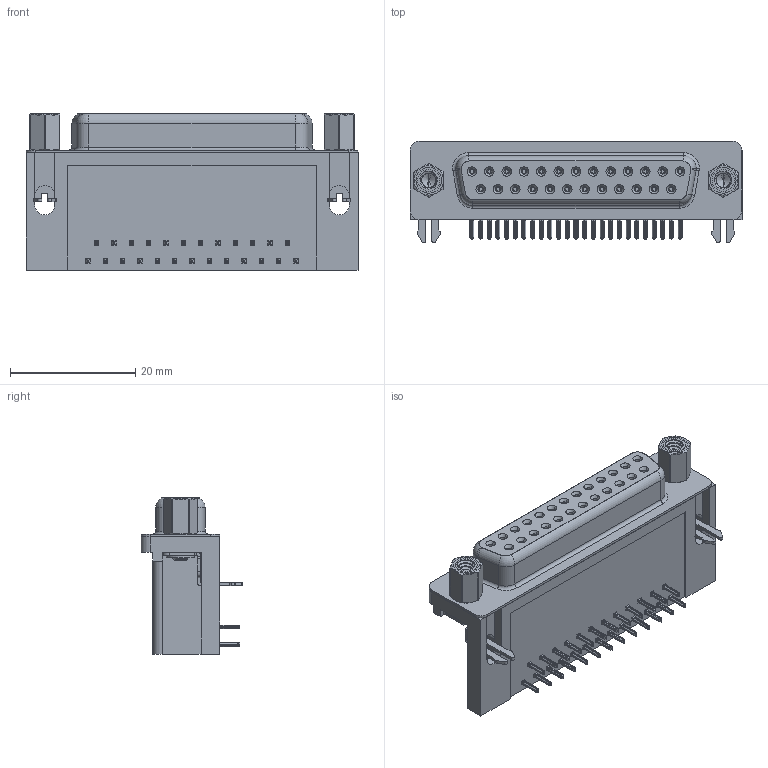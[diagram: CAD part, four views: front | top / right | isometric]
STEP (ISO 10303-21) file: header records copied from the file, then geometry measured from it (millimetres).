
FILE_DESCRIPTION (( 'STEP AP203' ), '1' );
FILE_NAME ('626-025-262-533.STEP', '2018-11-07T02:51:36', ( '' ), ( '' ), 'SwSTEP 2.0', 'SolidWorks 2016', '' );
FILE_SCHEMA (( 'CONFIG_CONTROL_DESIGN' ));
Length unit declared in the file: millimetre
Products named in the file (8): 626 Housing_25 Socket; 626 Shell_25 Socket; 626 Contact Bottom; 626 Contact Top; 626 2 Prong Board Lock; 626 Round Threaded Standoff; 626 4-40 Hex Standoff 5; 626-025-262-533
Assembly tree (33 placements, depth 2):
  626-025-262-533
    626 Housing_25 Socket
    626 Shell_25 Socket
    626 Contact Bottom  x12
    626 Contact Top  x13
    626 2 Prong Board Lock  x2
    626 Round Threaded Standoff  x2
    626 4-40 Hex Standoff 5  x2
Bounding box: 53.04 x 16.25 x 24.96 mm (x, y, z)
Volume: 10971.7 mm3; surface area: 12052.7 mm2
Topology: 33 solids, 33 shells, 4010 faces, 10572 edges, 6646 vertices
Faces by surface type: plane 1768, cylinder 1008, bspline 880, cone 332, torus 22
Entity records: 36458 total; most frequent: CARTESIAN_POINT 13257, ORIENTED_EDGE 4674, DIRECTION 4163, EDGE_CURVE 2337, VERTEX_POINT 1499, LINE 1461, VECTOR 1461, AXIS2_PLACEMENT_3D 1351
